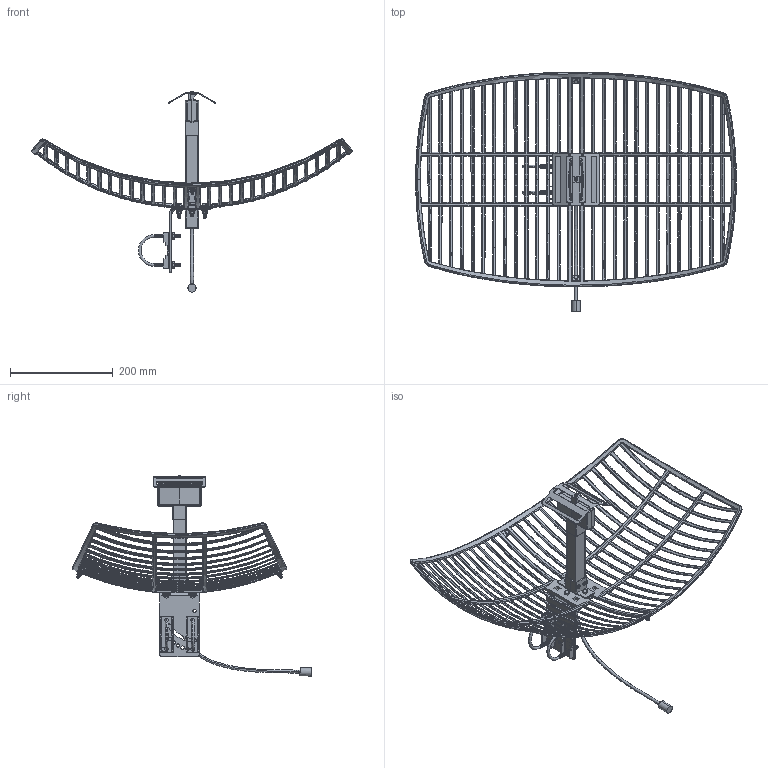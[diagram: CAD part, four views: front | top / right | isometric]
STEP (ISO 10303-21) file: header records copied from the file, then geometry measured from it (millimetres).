
FILE_DESCRIPTION (( 'STEP AP203' ), '1' );
FILE_NAME ('HG2420EG.STEP', '2011-06-30T13:25:33', ( 'x' ), ( 'Microsoft' ), 'SwSTEP 2.0', 'SolidWorks 2010', '' );
FILE_SCHEMA (( 'CONFIG_CONTROL_DESIGN' ));
Products named in the file (13): M5_LockW_W_ and Hex; HG2420EG_Swivel-L-Bracket; Grid-3_LockWasher; Grid-3; HG2420EG; HG2420EG_F-Horn; HG2420EG_240Coax-12inch; CONNECTOR REPRESENTATION; M5-0.8x15mm; HGX-PMT07; .25-20x1.0 Bolt-hex; Grid-3_hexnut; Grid-3_FlatWasher
Assembly tree (27 placements, depth 2):
  HG2420EG
    Grid-3_FlatWasher  x4
    M5_LockW_W_ and Hex  x2
    HG2420EG_240Coax-12inch
    M5-0.8x15mm  x2
    Grid-3_hexnut  x4
    HG2420EG_Swivel-L-Bracket
    Grid-3_LockWasher  x4
    .25-20x1.0 Bolt-hex  x4
    HGX-PMT07  x2
    Grid-3
    HG2420EG_F-Horn
    CONNECTOR REPRESENTATION
Bounding box: 623.98 x 466.37 x 389.39 mm (x, y, z)
Volume: 551756.1 mm3; surface area: 405755.3 mm2
Topology: 32 solids, 33 shells, 3095 faces, 7973 edges, 4792 vertices
Faces by surface type: cone 1336, bspline 723, plane 608, cylinder 274, torus 146, sphere 8
Entity records: 91784 total; most frequent: CARTESIAN_POINT 44557, ORIENTED_EDGE 11394, DIRECTION 7538, EDGE_CURVE 5697, VERTEX_POINT 3576, AXIS2_PLACEMENT_3D 3001, EDGE_LOOP 2135, ADVANCED_FACE 2017
